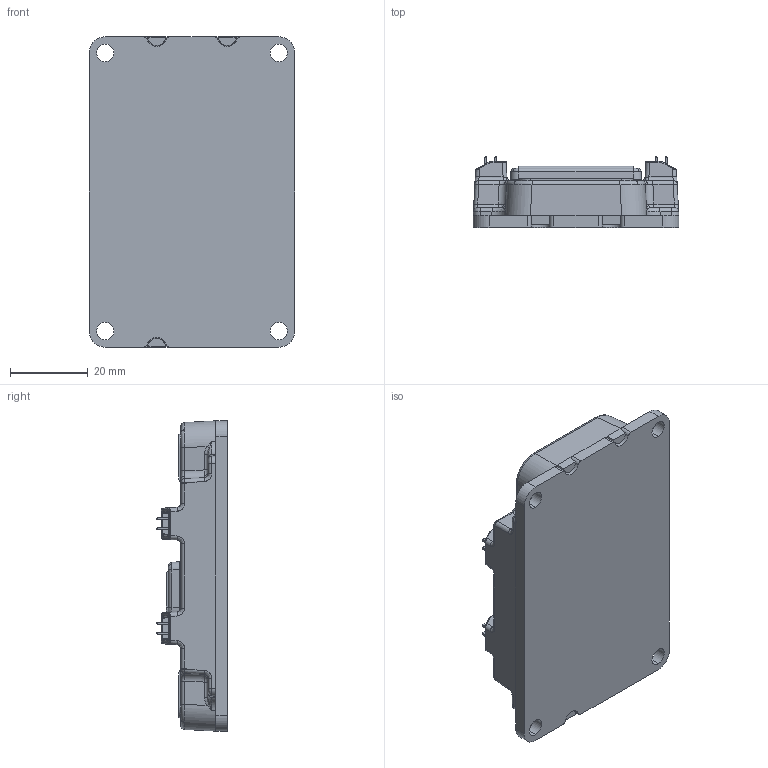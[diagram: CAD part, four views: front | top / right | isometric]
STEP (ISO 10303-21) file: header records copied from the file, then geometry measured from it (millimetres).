
FILE_DESCRIPTION (( 'STEP AP214' ), '1' );
FILE_NAME ('X-18 (External Geometry).STEP', '2018-09-20T22:09:32', ( '' ), ( '' ), 'SwSTEP 2.0', 'SolidWorks 2017', '' );
FILE_SCHEMA (( 'AUTOMOTIVE_DESIGN' ));
Length unit declared in the file: millimetre
Products named in the file (1): X-18 (External Geometry)
Bounding box: 53 x 18.26 x 80 mm (x, y, z)
Volume: 47427 mm3; surface area: 16536.1 mm2
Topology: 1 solids, 1 shells, 1038 faces, 2583 edges, 1583 vertices
Faces by surface type: plane 373, cylinder 342, bspline 242, cone 65, torus 12, sphere 4
Entity records: 42129 total; most frequent: CARTESIAN_POINT 15499, ORIENTED_EDGE 5158, DIRECTION 3976, EDGE_CURVE 2579, VERTEX_POINT 1583, AXIS2_PLACEMENT_3D 1373, LINE 1230, VECTOR 1230
